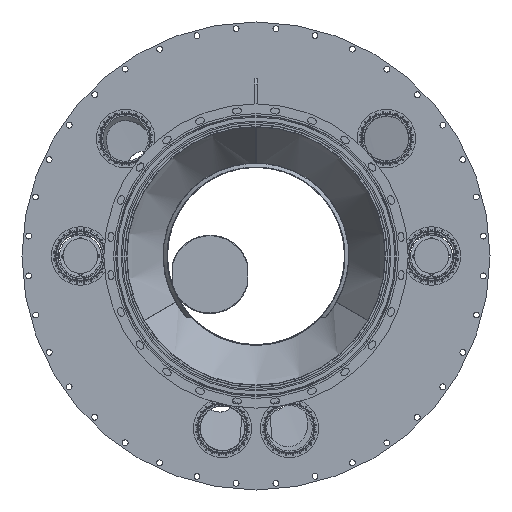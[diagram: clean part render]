
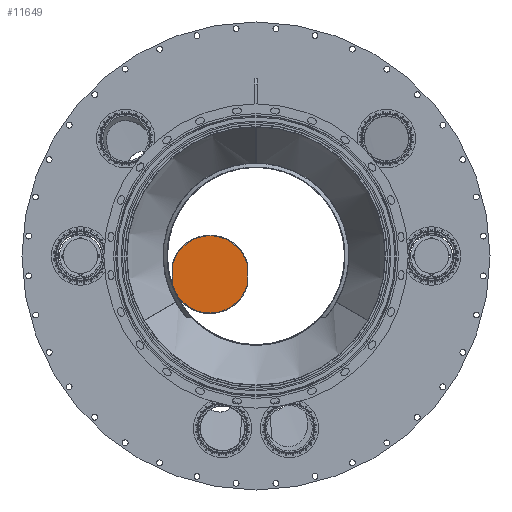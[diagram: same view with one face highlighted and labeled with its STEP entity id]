
A CAD part, front view. The second image highlights one B-rep face of the part: STEP entity #11649.
In plain terms, the highlighted face is planar.
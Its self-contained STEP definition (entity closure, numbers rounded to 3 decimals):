
#9542 = DIRECTION ( 'NONE',  ( 0., 1., 0. ) ) ;
#10090 = EDGE_LOOP ( 'NONE', ( #73684, #42092, #13807, #70913 ) ) ;
#11649 = ADVANCED_FACE ( 'NONE', ( #63154 ), #27869, .T. ) ;
#13264 = VECTOR ( 'NONE', #48044, 1000. ) ;
#13807 = ORIENTED_EDGE ( 'NONE', *, *, #54295, .T. ) ;
#15324 = DIRECTION ( 'NONE',  ( 1., 0., 0. ) ) ;
#17536 = CARTESIAN_POINT ( 'NONE',  ( 0., 0., 100. ) ) ;
#19409 = CIRCLE ( 'NONE', #40823, 168. ) ;
#21267 = VERTEX_POINT ( 'NONE', #65678 ) ;
#21619 = AXIS2_PLACEMENT_3D ( 'NONE', #24743, #44000, #78374 ) ;
#24317 = CARTESIAN_POINT ( 'NONE',  ( 161.229, 47.5, 100. ) ) ;
#24693 = DIRECTION ( 'NONE',  ( 1., 0., 0. ) ) ;
#24743 = CARTESIAN_POINT ( 'NONE',  ( 0., 0., 100. ) ) ;
#27869 = PLANE ( 'NONE',  #77031 ) ;
#30066 = DIRECTION ( 'NONE',  ( 0., 0., 1. ) ) ;
#30579 = LINE ( 'NONE', #24317, #75592 ) ;
#38542 = VERTEX_POINT ( 'NONE', #68172 ) ;
#38797 = EDGE_CURVE ( 'NONE', #65242, #44259, #30579, .T. ) ;
#40823 = AXIS2_PLACEMENT_3D ( 'NONE', #17536, #30066, #24693 ) ;
#41859 = CARTESIAN_POINT ( 'NONE',  ( 161.229, 47.214, 100. ) ) ;
#42092 = ORIENTED_EDGE ( 'NONE', *, *, #87246, .T. ) ;
#44000 = DIRECTION ( 'NONE',  ( 0., 0., 1. ) ) ;
#44259 = VERTEX_POINT ( 'NONE', #41859 ) ;
#48044 = DIRECTION ( 'NONE',  ( 0., -1., 0. ) ) ;
#54295 = EDGE_CURVE ( 'NONE', #21267, #65242, #19409, .T. ) ;
#56083 = LINE ( 'NONE', #76623, #13264 ) ;
#63154 = FACE_OUTER_BOUND ( 'NONE', #10090, .T. ) ;
#65242 = VERTEX_POINT ( 'NONE', #69922 ) ;
#65678 = CARTESIAN_POINT ( 'NONE',  ( -161.229, -47.214, 100. ) ) ;
#68172 = CARTESIAN_POINT ( 'NONE',  ( -161.229, 47.214, 100. ) ) ;
#69922 = CARTESIAN_POINT ( 'NONE',  ( 161.229, -47.214, 100. ) ) ;
#70913 = ORIENTED_EDGE ( 'NONE', *, *, #38797, .T. ) ;
#73684 = ORIENTED_EDGE ( 'NONE', *, *, #82743, .T. ) ;
#75592 = VECTOR ( 'NONE', #9542, 1000. ) ;
#75842 = CIRCLE ( 'NONE', #21619, 168. ) ;
#76139 = DIRECTION ( 'NONE',  ( 0., 0., 1. ) ) ;
#76623 = CARTESIAN_POINT ( 'NONE',  ( -161.229, -47.5, 100. ) ) ;
#77031 = AXIS2_PLACEMENT_3D ( 'NONE', #83277, #76139, #15324 ) ;
#78374 = DIRECTION ( 'NONE',  ( 1., 0., 0. ) ) ;
#82743 = EDGE_CURVE ( 'NONE', #44259, #38542, #75842, .T. ) ;
#83277 = CARTESIAN_POINT ( 'NONE',  ( 0., 0., 100. ) ) ;
#87246 = EDGE_CURVE ( 'NONE', #38542, #21267, #56083, .T. ) ;
